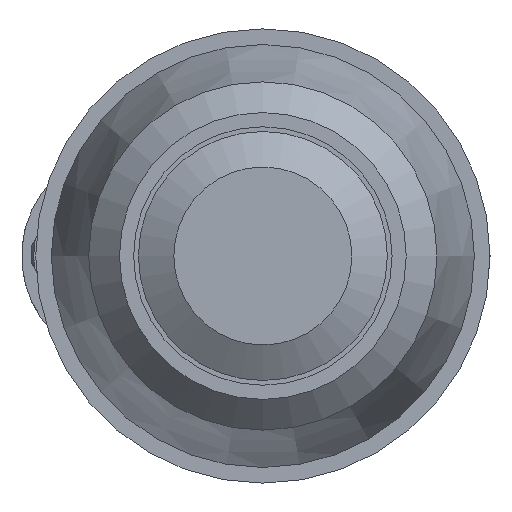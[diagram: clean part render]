
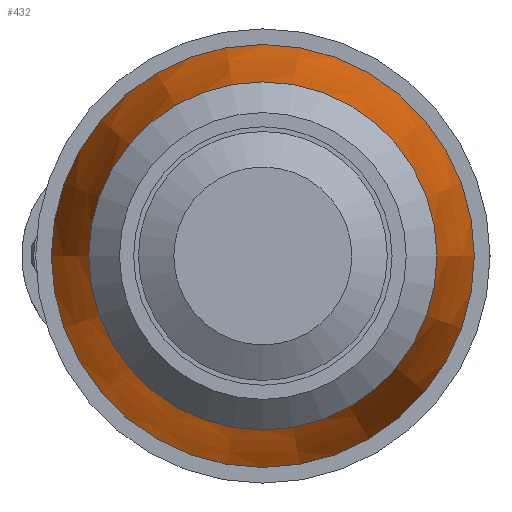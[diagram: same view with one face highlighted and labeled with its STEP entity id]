
A CAD part, left-side view. The second image highlights one B-rep face of the part: STEP entity #432.
In plain terms, the highlighted conical face has half-angle 13.307 degrees and reference radius 21.962 mm.
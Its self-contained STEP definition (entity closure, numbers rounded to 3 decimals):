
#405=CARTESIAN_POINT('',(-78.297,-195.093,0.));
#406=DIRECTION('',(1.0,0.,0.));
#407=DIRECTION('',(0.,0.809,0.588));
#408=AXIS2_PLACEMENT_3D('',#405,#406,#407);
#409=CONICAL_SURFACE('',#408,21.962,13.307);
#410=CARTESIAN_POINT('',(-93.327,-176.686,0.0));
#411=VERTEX_POINT('',#410);
#412=CARTESIAN_POINT('',(-93.327,-195.093,0.0));
#413=DIRECTION('',(1.0,0.0,0.0));
#414=DIRECTION('',(0.0,1.0,0.0));
#415=AXIS2_PLACEMENT_3D('',#412,#413,#414);
#416=CIRCLE('',#415,18.407);
#417=EDGE_CURVE('',#411,#411,#416,.T.);
#418=ORIENTED_EDGE('',*,*,#417,.T.);
#419=EDGE_LOOP('',(#418));
#420=FACE_OUTER_BOUND('',#419,.T.);
#421=CARTESIAN_POINT('',(-76.627,-172.736,0.0));
#422=VERTEX_POINT('',#421);
#423=CARTESIAN_POINT('',(-76.627,-195.093,0.0));
#424=DIRECTION('',(-1.0,0.0,0.0));
#425=DIRECTION('',(0.0,1.0,0.0));
#426=AXIS2_PLACEMENT_3D('',#423,#424,#425);
#427=CIRCLE('',#426,22.357);
#428=EDGE_CURVE('',#422,#422,#427,.T.);
#429=ORIENTED_EDGE('',*,*,#428,.T.);
#430=EDGE_LOOP('',(#429));
#431=FACE_BOUND('',#430,.T.);
#432=ADVANCED_FACE('',(#420,#431),#409,.T.);
